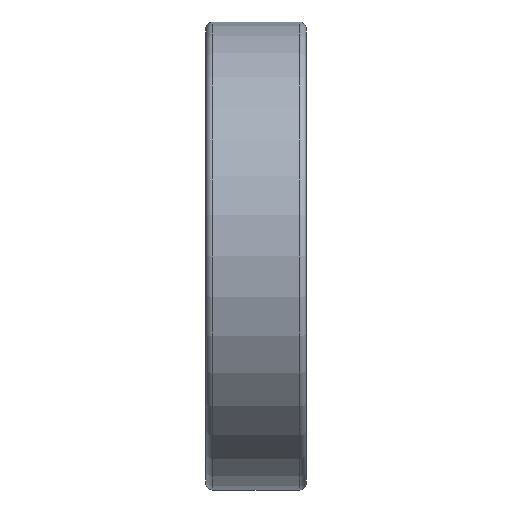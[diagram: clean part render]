
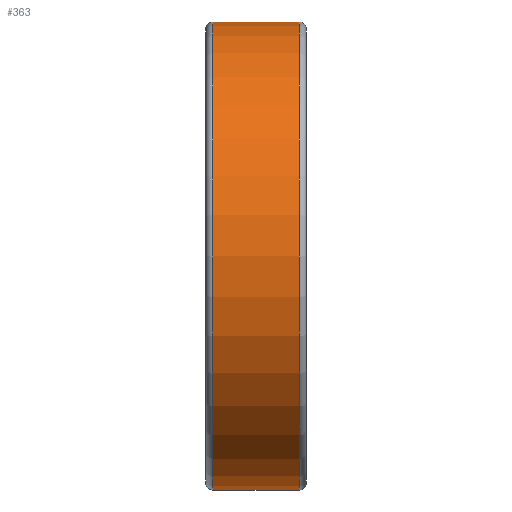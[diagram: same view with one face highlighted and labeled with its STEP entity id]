
A CAD part, front view. The second image highlights one B-rep face of the part: STEP entity #363.
In plain terms, the highlighted cylindrical face has radius 21 mm (diameter 42 mm), a full revolution.
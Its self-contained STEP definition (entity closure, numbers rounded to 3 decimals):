
#363 = ADVANCED_FACE( '', ( #565, #566 ), #567, .T. );
#565 = FACE_OUTER_BOUND( '', #744, .T. );
#566 = FACE_OUTER_BOUND( '', #745, .T. );
#567 = CYLINDRICAL_SURFACE( '', #746, 21. );
#744 = EDGE_LOOP( '', ( #913 ) );
#745 = EDGE_LOOP( '', ( #914 ) );
#746 = AXIS2_PLACEMENT_3D( '', #915, #916, #917 );
#913 = ORIENTED_EDGE( '', *, *, #1158, .T. );
#914 = ORIENTED_EDGE( '', *, *, #1159, .F. );
#915 = CARTESIAN_POINT( '', ( 50., 0., 0. ) );
#916 = DIRECTION( '', ( -1., 0., 0. ) );
#917 = DIRECTION( '', ( 0., 0., -1. ) );
#1158 = EDGE_CURVE( '', #1244, #1244, #1245, .T. );
#1159 = EDGE_CURVE( '', #1246, #1246, #1247, .T. );
#1244 = VERTEX_POINT( '', #1365 );
#1245 = CIRCLE( '', #1366, 21. );
#1246 = VERTEX_POINT( '', #1367 );
#1247 = CIRCLE( '', #1368, 21. );
#1365 = CARTESIAN_POINT( '', ( 0.6, 0., -21. ) );
#1366 = AXIS2_PLACEMENT_3D( '', #1486, #1487, #1488 );
#1367 = CARTESIAN_POINT( '', ( 8.4, 0., -21. ) );
#1368 = AXIS2_PLACEMENT_3D( '', #1489, #1490, #1491 );
#1486 = CARTESIAN_POINT( '', ( 0.6, 0., 0. ) );
#1487 = DIRECTION( '', ( 1., 0., 0. ) );
#1488 = DIRECTION( '', ( 0., 0., -1. ) );
#1489 = CARTESIAN_POINT( '', ( 8.4, 0., 0. ) );
#1490 = DIRECTION( '', ( 1., 0., 0. ) );
#1491 = DIRECTION( '', ( 0., 0., -1. ) );
